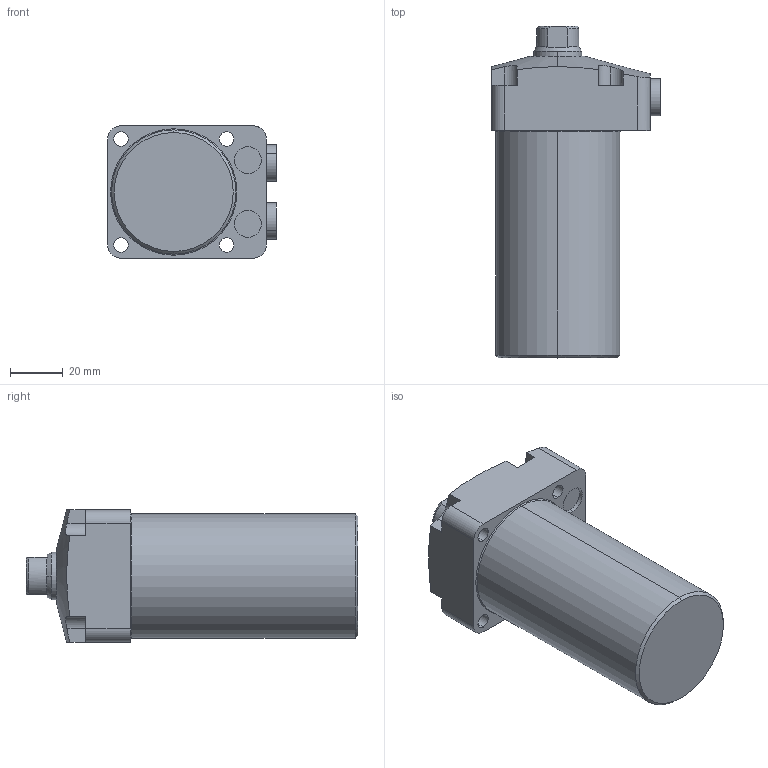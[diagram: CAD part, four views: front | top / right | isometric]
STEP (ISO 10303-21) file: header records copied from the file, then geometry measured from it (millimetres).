
FILE_DESCRIPTION (( 'STEP AP203' ), '1' );
FILE_NAME ('CNA04-80T.STEP', '2021-02-03T02:02:34', ( '微软用户' ), ( '微软中国' ), 'SwSTEP 2.0', 'SolidWorks 2012', '' );
FILE_SCHEMA (( 'CONFIG_CONTROL_DESIGN' ));
Length unit declared in the file: millimetre
Products named in the file (4): CNA04-30T_PLUG; CNA04-80T; CNA04-30T_ROD; CNA04-30T_BODY
Assembly tree (4 placements, depth 2):
  CNA04-80T
    CNA04-30T_BODY
    CNA04-30T_ROD
    CNA04-30T_PLUG  x2
Bounding box: 63.8 x 125.5 x 50 mm (x, y, z)
Volume: 221157.2 mm3; surface area: 37803.8 mm2
Topology: 4 solids, 4 shells, 140 faces, 337 edges, 217 vertices
Faces by surface type: cylinder 59, plane 55, cone 24, torus 2
Entity records: 4173 total; most frequent: CARTESIAN_POINT 856, DIRECTION 631, ORIENTED_EDGE 582, EDGE_CURVE 291, AXIS2_PLACEMENT_3D 252, VERTEX_POINT 189, EDGE_LOOP 140, LINE 127
